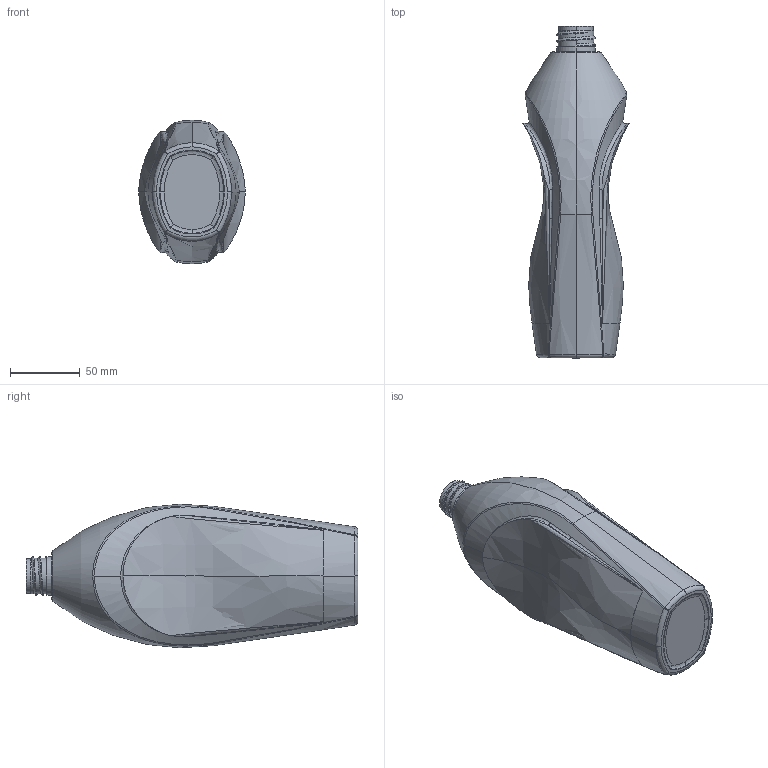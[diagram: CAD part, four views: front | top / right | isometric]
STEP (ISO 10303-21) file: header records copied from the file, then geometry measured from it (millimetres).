
FILE_DESCRIPTION (( 'STEP AP214' ), '1' );
FILE_NAME ('Part58.STEP', '2025-03-03T13:04:15', ( '' ), ( '' ), 'SwSTEP 2.0', 'SolidWorks 2024', '' );
FILE_SCHEMA (( 'AUTOMOTIVE_DESIGN' ));
Length unit declared in the file: millimetre
Products named in the file (1): Part58
Bounding box: 76.41 x 238.5 x 103.05 mm (x, y, z)
Volume: 61621.6 mm3; surface area: 119290.3 mm2
Topology: 1 solids, 1 shells, 200 faces, 483 edges, 284 vertices
Faces by surface type: bspline 147, torus 23, cylinder 13, plane 11, cone 6
Entity records: 27835 total; most frequent: CARTESIAN_POINT 24343, ORIENTED_EDGE 950, EDGE_CURVE 475, DIRECTION 388, B_SPLINE_CURVE_WITH_KNOTS 315, VERTEX_POINT 284, EDGE_LOOP 207, FACE_OUTER_BOUND 200
